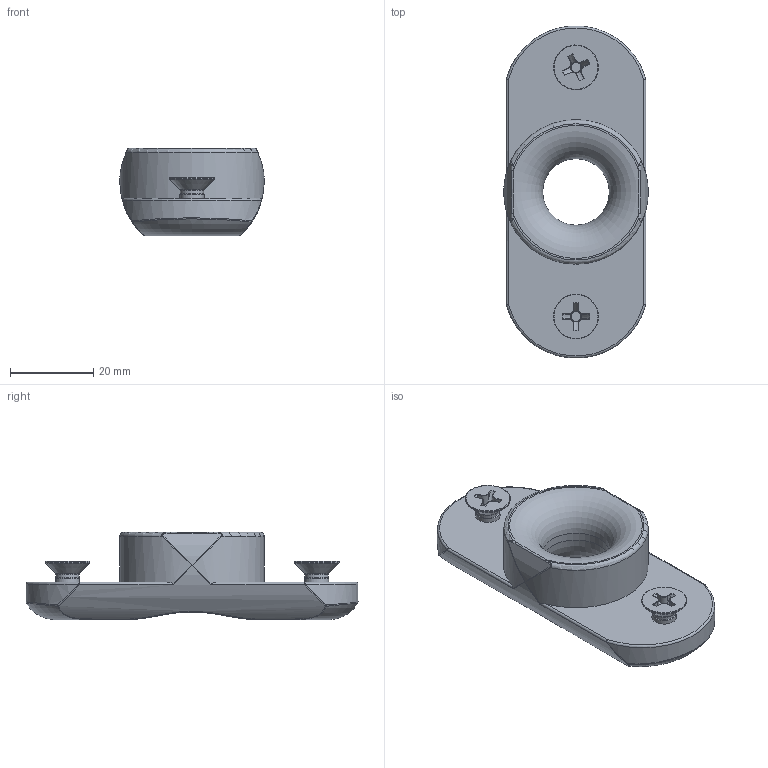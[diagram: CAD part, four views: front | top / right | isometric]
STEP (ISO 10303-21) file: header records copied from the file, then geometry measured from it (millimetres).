
FILE_DESCRIPTION(/* description */ (''),/* implementation_level */ '2;1');
FILE_NAME(/* name */ 'RF16.35.stp',/* time_stamp */ '2021-07-29T15:30:45+02:00',/* author */ ('lucade'),/* organization */ (''),/* preprocessor_version */ 'ST-DEVELOPER v18.1',/* originating_system */ 'Autodesk Inventor 2021',/* authorisation */ '');
FILE_SCHEMA (('AUTOMOTIVE_DESIGN { 1 0 10303 214 3 1 1 }'));
Length unit declared in the file: millimetre
Products named in the file (1): 21072909
Bounding box: 34.8 x 79.95 x 21 mm (x, y, z)
Volume: 24754.7 mm3; surface area: 8664.9 mm2
Topology: 3 solids, 3 shells, 165 faces, 413 edges, 244 vertices
Faces by surface type: cylinder 53, torus 32, plane 28, bspline 26, cone 18, sphere 8
Full cylindrical faces by diameter (mm): 5 x2, 5.6 x2, 5.8 x2, 10.8 x2, 16 x1
Entity records: 6251 total; most frequent: CARTESIAN_POINT 2530, ORIENTED_EDGE 810, DIRECTION 743, EDGE_CURVE 405, AXIS2_PLACEMENT_3D 326, VERTEX_POINT 244, CIRCLE 178, EDGE_LOOP 169
